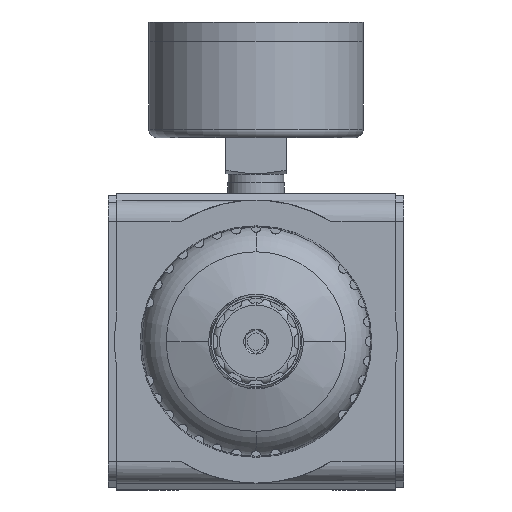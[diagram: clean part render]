
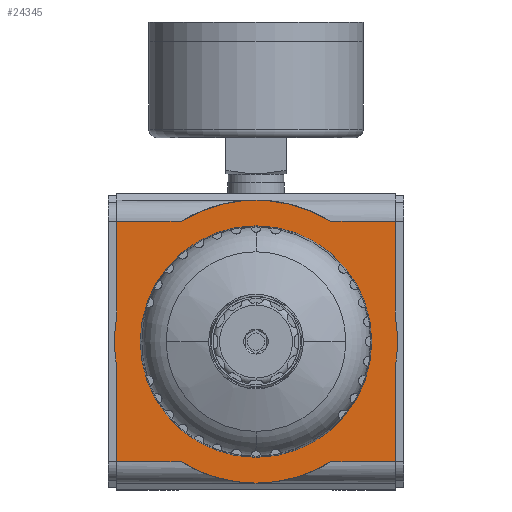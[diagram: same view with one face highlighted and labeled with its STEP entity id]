
A CAD part, front view. The second image highlights one B-rep face of the part: STEP entity #24345.
In plain terms, the highlighted planar face has unit normal (0, -1, 0).
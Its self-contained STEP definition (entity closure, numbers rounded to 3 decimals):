
#1 = DIRECTION ( 'NONE',  ( 0., -1., 0. ) ) ;
#145 = CARTESIAN_POINT ( 'NONE',  ( 32.5, 0., -28. ) ) ;
#493 = CARTESIAN_POINT ( 'NONE',  ( -32.5, 0., -28. ) ) ;
#632 = AXIS2_PLACEMENT_3D ( 'NONE', #2396, #1, #11642 ) ;
#1090 = DIRECTION ( 'NONE',  ( 0., 1., 0. ) ) ;
#1122 = EDGE_CURVE ( 'NONE', #25895, #16775, #19128, .T. ) ;
#1479 = AXIS2_PLACEMENT_3D ( 'NONE', #27588, #20510, #7131 ) ;
#1958 = VERTEX_POINT ( 'NONE', #22107 ) ;
#2072 = ORIENTED_EDGE ( 'NONE', *, *, #25699, .F. ) ;
#2365 = LINE ( 'NONE', #17997, #28898 ) ;
#2396 = CARTESIAN_POINT ( 'NONE',  ( 23.5, 0., 0. ) ) ;
#2800 = EDGE_CURVE ( 'NONE', #3185, #14347, #10810, .T. ) ;
#2840 = LINE ( 'NONE', #7620, #10145 ) ;
#2945 = VECTOR ( 'NONE', #26422, 1000. ) ;
#2980 = DIRECTION ( 'NONE',  ( 0., -1., 0. ) ) ;
#3155 = AXIS2_PLACEMENT_3D ( 'NONE', #10603, #1090, #6143 ) ;
#3185 = VERTEX_POINT ( 'NONE', #23510 ) ;
#3361 = EDGE_CURVE ( 'NONE', #5953, #4209, #22099, .T. ) ;
#3368 = LINE ( 'NONE', #23438, #16387 ) ;
#3417 = ORIENTED_EDGE ( 'NONE', *, *, #8485, .T. ) ;
#3534 = CARTESIAN_POINT ( 'NONE',  ( -32.5, 0., 28. ) ) ;
#3635 = CARTESIAN_POINT ( 'NONE',  ( 0., 0., 0. ) ) ;
#4100 = EDGE_CURVE ( 'NONE', #14444, #28851, #25332, .T. ) ;
#4209 = VERTEX_POINT ( 'NONE', #15565 ) ;
#4261 = DIRECTION ( 'NONE',  ( 0., 0., 1. ) ) ;
#4709 = ORIENTED_EDGE ( 'NONE', *, *, #2800, .T. ) ;
#4936 = AXIS2_PLACEMENT_3D ( 'NONE', #5054, #2980, #14144 ) ;
#5054 = CARTESIAN_POINT ( 'NONE',  ( 0., 0., 0. ) ) ;
#5062 = DIRECTION ( 'NONE',  ( 0., 0., -1. ) ) ;
#5256 = CARTESIAN_POINT ( 'NONE',  ( -23.5, 0., 1.6 ) ) ;
#5303 = DIRECTION ( 'NONE',  ( -1., 0., 0. ) ) ;
#5330 = AXIS2_PLACEMENT_3D ( 'NONE', #20087, #17855, #6253 ) ;
#5358 = VERTEX_POINT ( 'NONE', #15997 ) ;
#5432 = CARTESIAN_POINT ( 'NONE',  ( -23.5, 0., 0. ) ) ;
#5788 = ORIENTED_EDGE ( 'NONE', *, *, #28392, .T. ) ;
#5940 = LINE ( 'NONE', #21563, #2945 ) ;
#5953 = VERTEX_POINT ( 'NONE', #5256 ) ;
#6129 = EDGE_LOOP ( 'NONE', ( #22288, #25807 ) ) ;
#6143 = DIRECTION ( 'NONE',  ( 1., 0., 0. ) ) ;
#6253 = DIRECTION ( 'NONE',  ( 0., 0., -1. ) ) ;
#6486 = VECTOR ( 'NONE', #18311, 1000. ) ;
#6667 = DIRECTION ( 'NONE',  ( 0., 0., -1. ) ) ;
#7131 = DIRECTION ( 'NONE',  ( 0., 0., 1. ) ) ;
#7366 = AXIS2_PLACEMENT_3D ( 'NONE', #26840, #24763, #4261 ) ;
#7551 = EDGE_CURVE ( 'NONE', #25895, #23742, #10691, .T. ) ;
#7620 = CARTESIAN_POINT ( 'NONE',  ( -32.5, 0., 28. ) ) ;
#7724 = AXIS2_PLACEMENT_3D ( 'NONE', #3635, #10474, #8549 ) ;
#7943 = ORIENTED_EDGE ( 'NONE', *, *, #28013, .T. ) ;
#8143 = CIRCLE ( 'NONE', #1479, 1.6 ) ;
#8256 = VECTOR ( 'NONE', #9198, 1000. ) ;
#8485 = EDGE_CURVE ( 'NONE', #5358, #3185, #11940, .T. ) ;
#8535 = FACE_BOUND ( 'NONE', #27734, .T. ) ;
#8545 = VERTEX_POINT ( 'NONE', #24127 ) ;
#8549 = DIRECTION ( 'NONE',  ( 0., 0., -1. ) ) ;
#9121 = ORIENTED_EDGE ( 'NONE', *, *, #9561, .F. ) ;
#9184 = EDGE_CURVE ( 'NONE', #28851, #15478, #5940, .T. ) ;
#9198 = DIRECTION ( 'NONE',  ( -1., 0., 0. ) ) ;
#9336 = ORIENTED_EDGE ( 'NONE', *, *, #7551, .F. ) ;
#9561 = EDGE_CURVE ( 'NONE', #5358, #15478, #25207, .T. ) ;
#10145 = VECTOR ( 'NONE', #5062, 1000. ) ;
#10470 = CARTESIAN_POINT ( 'NONE',  ( 32.5, 0., -28. ) ) ;
#10474 = DIRECTION ( 'NONE',  ( 0., -1., 0. ) ) ;
#10586 = VERTEX_POINT ( 'NONE', #29052 ) ;
#10603 = CARTESIAN_POINT ( 'NONE',  ( 32.5, 0., 28. ) ) ;
#10691 = LINE ( 'NONE', #10962, #15720 ) ;
#10810 = CIRCLE ( 'NONE', #20799, 33. ) ;
#10962 = CARTESIAN_POINT ( 'NONE',  ( 32.5, 0., 28. ) ) ;
#11642 = DIRECTION ( 'NONE',  ( 0., 0., 1. ) ) ;
#11940 = CIRCLE ( 'NONE', #15719, 33. ) ;
#12152 = EDGE_CURVE ( 'NONE', #1958, #22459, #16783, .T. ) ;
#12796 = VERTEX_POINT ( 'NONE', #3534 ) ;
#13299 = CIRCLE ( 'NONE', #28442, 1.6 ) ;
#13415 = EDGE_CURVE ( 'NONE', #22459, #1958, #8143, .T. ) ;
#13536 = CARTESIAN_POINT ( 'NONE',  ( -32.5, 0., 5.723 ) ) ;
#13605 = DIRECTION ( 'NONE',  ( 0., -1., 0. ) ) ;
#13699 = ORIENTED_EDGE ( 'NONE', *, *, #4100, .T. ) ;
#13717 = ORIENTED_EDGE ( 'NONE', *, *, #12152, .F. ) ;
#14144 = DIRECTION ( 'NONE',  ( 0., 0., -1. ) ) ;
#14156 = VERTEX_POINT ( 'NONE', #25133 ) ;
#14347 = VERTEX_POINT ( 'NONE', #28374 ) ;
#14444 = VERTEX_POINT ( 'NONE', #13536 ) ;
#14522 = DIRECTION ( 'NONE',  ( 0., 0., 1. ) ) ;
#14741 = EDGE_CURVE ( 'NONE', #12796, #14444, #2840, .T. ) ;
#15478 = VERTEX_POINT ( 'NONE', #493 ) ;
#15565 = CARTESIAN_POINT ( 'NONE',  ( -23.5, 0., -1.6 ) ) ;
#15719 = AXIS2_PLACEMENT_3D ( 'NONE', #19707, #19561, #22219 ) ;
#15720 = VECTOR ( 'NONE', #6667, 1000. ) ;
#15806 = ORIENTED_EDGE ( 'NONE', *, *, #9184, .T. ) ;
#15997 = CARTESIAN_POINT ( 'NONE',  ( -17.464, 0., -28. ) ) ;
#16311 = CARTESIAN_POINT ( 'NONE',  ( 32.5, 0., -28. ) ) ;
#16387 = VECTOR ( 'NONE', #5303, 1000. ) ;
#16548 = EDGE_LOOP ( 'NONE', ( #5788, #7943, #22152, #20857, #13699, #15806, #9121, #3417, #4709, #2072, #9336, #21138, #24027 ) ) ;
#16775 = VERTEX_POINT ( 'NONE', #26801 ) ;
#16783 = CIRCLE ( 'NONE', #632, 1.6 ) ;
#17855 = DIRECTION ( 'NONE',  ( 0., -1., 0. ) ) ;
#17997 = CARTESIAN_POINT ( 'NONE',  ( 32.5, 0., 28. ) ) ;
#18163 = CIRCLE ( 'NONE', #5330, 33. ) ;
#18311 = DIRECTION ( 'NONE',  ( -1., 0., 0. ) ) ;
#18327 = EDGE_CURVE ( 'NONE', #10586, #16775, #2365, .T. ) ;
#19128 = CIRCLE ( 'NONE', #7724, 33. ) ;
#19265 = EDGE_CURVE ( 'NONE', #4209, #5953, #13299, .T. ) ;
#19561 = DIRECTION ( 'NONE',  ( 0., -1., 0. ) ) ;
#19707 = CARTESIAN_POINT ( 'NONE',  ( 0., 0., 0. ) ) ;
#20012 = VECTOR ( 'NONE', #20644, 1000. ) ;
#20087 = CARTESIAN_POINT ( 'NONE',  ( 0., 0., 0. ) ) ;
#20510 = DIRECTION ( 'NONE',  ( 0., -1., 0. ) ) ;
#20523 = LINE ( 'NONE', #145, #6486 ) ;
#20644 = DIRECTION ( 'NONE',  ( -1., 0., 0. ) ) ;
#20799 = AXIS2_PLACEMENT_3D ( 'NONE', #25163, #13605, #27529 ) ;
#20857 = ORIENTED_EDGE ( 'NONE', *, *, #14741, .T. ) ;
#21138 = ORIENTED_EDGE ( 'NONE', *, *, #1122, .T. ) ;
#21563 = CARTESIAN_POINT ( 'NONE',  ( -32.5, 0., 28. ) ) ;
#21668 = CARTESIAN_POINT ( 'NONE',  ( 23.5, 0., 1.6 ) ) ;
#22099 = CIRCLE ( 'NONE', #7366, 1.6 ) ;
#22107 = CARTESIAN_POINT ( 'NONE',  ( 23.5, 0., -1.6 ) ) ;
#22152 = ORIENTED_EDGE ( 'NONE', *, *, #22490, .T. ) ;
#22219 = DIRECTION ( 'NONE',  ( 0., 0., -1. ) ) ;
#22288 = ORIENTED_EDGE ( 'NONE', *, *, #19265, .F. ) ;
#22459 = VERTEX_POINT ( 'NONE', #21668 ) ;
#22490 = EDGE_CURVE ( 'NONE', #14156, #12796, #3368, .T. ) ;
#22703 = CARTESIAN_POINT ( 'NONE',  ( 32.5, 0., 28. ) ) ;
#23107 = ORIENTED_EDGE ( 'NONE', *, *, #13415, .F. ) ;
#23145 = LINE ( 'NONE', #22703, #8256 ) ;
#23438 = CARTESIAN_POINT ( 'NONE',  ( 32.5, 0., 28. ) ) ;
#23510 = CARTESIAN_POINT ( 'NONE',  ( 0., 0., -33. ) ) ;
#23742 = VERTEX_POINT ( 'NONE', #10470 ) ;
#24027 = ORIENTED_EDGE ( 'NONE', *, *, #18327, .F. ) ;
#24127 = CARTESIAN_POINT ( 'NONE',  ( 17.464, 0., 28. ) ) ;
#24345 = ADVANCED_FACE ( 'NONE', ( #8535, #26481, #28701 ), #24397, .F. ) ;
#24397 = PLANE ( 'NONE',  #3155 ) ;
#24763 = DIRECTION ( 'NONE',  ( 0., -1., 0. ) ) ;
#25133 = CARTESIAN_POINT ( 'NONE',  ( -17.464, 0., 28. ) ) ;
#25163 = CARTESIAN_POINT ( 'NONE',  ( 0., 0., 0. ) ) ;
#25207 = LINE ( 'NONE', #16311, #20012 ) ;
#25332 = CIRCLE ( 'NONE', #4936, 33. ) ;
#25699 = EDGE_CURVE ( 'NONE', #23742, #14347, #20523, .T. ) ;
#25807 = ORIENTED_EDGE ( 'NONE', *, *, #3361, .F. ) ;
#25895 = VERTEX_POINT ( 'NONE', #28791 ) ;
#26422 = DIRECTION ( 'NONE',  ( 0., 0., -1. ) ) ;
#26481 = FACE_BOUND ( 'NONE', #6129, .T. ) ;
#26801 = CARTESIAN_POINT ( 'NONE',  ( 32.5, 0., 5.723 ) ) ;
#26840 = CARTESIAN_POINT ( 'NONE',  ( -23.5, 0., 0. ) ) ;
#27529 = DIRECTION ( 'NONE',  ( 0., 0., -1. ) ) ;
#27588 = CARTESIAN_POINT ( 'NONE',  ( 23.5, 0., 0. ) ) ;
#27734 = EDGE_LOOP ( 'NONE', ( #13717, #23107 ) ) ;
#27978 = DIRECTION ( 'NONE',  ( 0., -1., 0. ) ) ;
#28013 = EDGE_CURVE ( 'NONE', #8545, #14156, #18163, .T. ) ;
#28346 = CARTESIAN_POINT ( 'NONE',  ( -32.5, 0., -5.723 ) ) ;
#28374 = CARTESIAN_POINT ( 'NONE',  ( 17.464, 0., -28. ) ) ;
#28392 = EDGE_CURVE ( 'NONE', #10586, #8545, #23145, .T. ) ;
#28442 = AXIS2_PLACEMENT_3D ( 'NONE', #5432, #27978, #14522 ) ;
#28701 = FACE_OUTER_BOUND ( 'NONE', #16548, .T. ) ;
#28791 = CARTESIAN_POINT ( 'NONE',  ( 32.5, 0., -5.723 ) ) ;
#28851 = VERTEX_POINT ( 'NONE', #28346 ) ;
#28898 = VECTOR ( 'NONE', #29098, 1000. ) ;
#29052 = CARTESIAN_POINT ( 'NONE',  ( 32.5, 0., 28. ) ) ;
#29098 = DIRECTION ( 'NONE',  ( 0., 0., -1. ) ) ;
